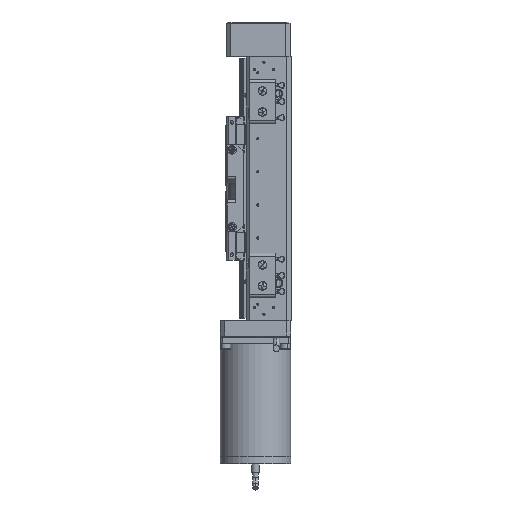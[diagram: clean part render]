
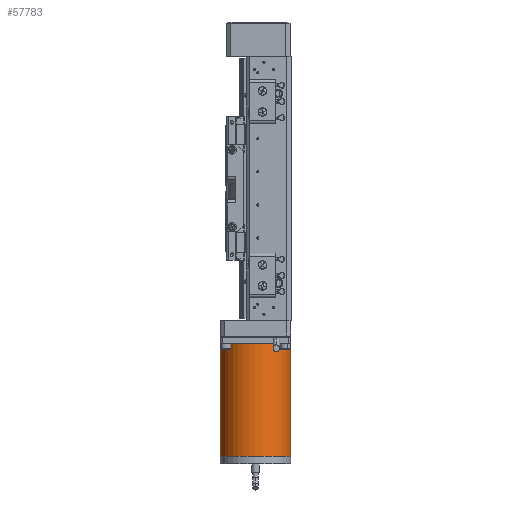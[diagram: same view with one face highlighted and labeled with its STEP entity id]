
A CAD part, left-side view. The second image highlights one B-rep face of the part: STEP entity #57783.
In plain terms, the highlighted cylindrical face has radius 16 mm (diameter 32 mm), a partial arc.
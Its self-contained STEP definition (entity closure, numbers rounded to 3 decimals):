
#510 = EDGE_CURVE ( 'NONE', #52435, #52623, #24584, .T. ) ;
#1289 = AXIS2_PLACEMENT_3D ( 'NONE', #25754, #39708, #25442 ) ;
#1453 = CARTESIAN_POINT ( 'NONE',  ( 16., 0., -53.99 ) ) ;
#4136 = VECTOR ( 'NONE', #45267, 1000. ) ;
#5914 = VERTEX_POINT ( 'NONE', #33471 ) ;
#6891 = CARTESIAN_POINT ( 'NONE',  ( -16., 0., -53.99 ) ) ;
#11528 = VERTEX_POINT ( 'NONE', #28516 ) ;
#11873 = VERTEX_POINT ( 'NONE', #56666 ) ;
#15743 = DIRECTION ( 'NONE',  ( 0., 0., 1. ) ) ;
#15967 = CARTESIAN_POINT ( 'NONE',  ( 0., 0., 31.525 ) ) ;
#18019 = DIRECTION ( 'NONE',  ( 1., 0., 0. ) ) ;
#18932 = DIRECTION ( 'NONE',  ( 0., 0., -1. ) ) ;
#19546 = CARTESIAN_POINT ( 'NONE',  ( -16., 0., 31.525 ) ) ;
#21493 = ORIENTED_EDGE ( 'NONE', *, *, #52190, .T. ) ;
#22275 = FACE_OUTER_BOUND ( 'NONE', #39258, .T. ) ;
#24584 = CIRCLE ( 'NONE', #1289, 16. ) ;
#25442 = DIRECTION ( 'NONE',  ( 1., 0., 0. ) ) ;
#25754 = CARTESIAN_POINT ( 'NONE',  ( 0., 0., -53.99 ) ) ;
#25755 = DIRECTION ( 'NONE',  ( 0., 0., 1. ) ) ;
#27866 = CIRCLE ( 'NONE', #62366, 16. ) ;
#28516 = CARTESIAN_POINT ( 'NONE',  ( 16., 0., -3. ) ) ;
#29849 = VECTOR ( 'NONE', #15743, 1000. ) ;
#30817 = ORIENTED_EDGE ( 'NONE', *, *, #51082, .F. ) ;
#33355 = ORIENTED_EDGE ( 'NONE', *, *, #510, .T. ) ;
#33471 = CARTESIAN_POINT ( 'NONE',  ( -16., 0., -3. ) ) ;
#36796 = DIRECTION ( 'NONE',  ( 0., 0., -1. ) ) ;
#39258 = EDGE_LOOP ( 'NONE', ( #33355, #47218, #21493, #39811, #30817 ) ) ;
#39708 = DIRECTION ( 'NONE',  ( 0., 0., 1. ) ) ;
#39811 = ORIENTED_EDGE ( 'NONE', *, *, #44674, .T. ) ;
#41577 = CYLINDRICAL_SURFACE ( 'NONE', #54986, 16. ) ;
#42832 = DIRECTION ( 'NONE',  ( 1., 0., 0. ) ) ;
#44307 = AXIS2_PLACEMENT_3D ( 'NONE', #46975, #36796, #56226 ) ;
#44674 = EDGE_CURVE ( 'NONE', #11873, #11528, #58527, .T. ) ;
#45267 = DIRECTION ( 'NONE',  ( 0., 0., 1. ) ) ;
#45580 = CARTESIAN_POINT ( 'NONE',  ( 16., 0., 31.525 ) ) ;
#46975 = CARTESIAN_POINT ( 'NONE',  ( 0., 0., -3. ) ) ;
#47161 = CARTESIAN_POINT ( 'NONE',  ( 0., 0., -3. ) ) ;
#47218 = ORIENTED_EDGE ( 'NONE', *, *, #49627, .T. ) ;
#49627 = EDGE_CURVE ( 'NONE', #52623, #5914, #58583, .T. ) ;
#51082 = EDGE_CURVE ( 'NONE', #52435, #11528, #56060, .T. ) ;
#52190 = EDGE_CURVE ( 'NONE', #5914, #11873, #27866, .T. ) ;
#52435 = VERTEX_POINT ( 'NONE', #1453 ) ;
#52623 = VERTEX_POINT ( 'NONE', #6891 ) ;
#54986 = AXIS2_PLACEMENT_3D ( 'NONE', #15967, #25755, #42832 ) ;
#56060 = LINE ( 'NONE', #45580, #4136 ) ;
#56226 = DIRECTION ( 'NONE',  ( 1., 0., 0. ) ) ;
#56666 = CARTESIAN_POINT ( 'NONE',  ( 0., 16., -3. ) ) ;
#57783 = ADVANCED_FACE ( 'NONE', ( #22275 ), #41577, .T. ) ;
#58527 = CIRCLE ( 'NONE', #44307, 16. ) ;
#58583 = LINE ( 'NONE', #19546, #29849 ) ;
#62366 = AXIS2_PLACEMENT_3D ( 'NONE', #47161, #18932, #18019 ) ;
